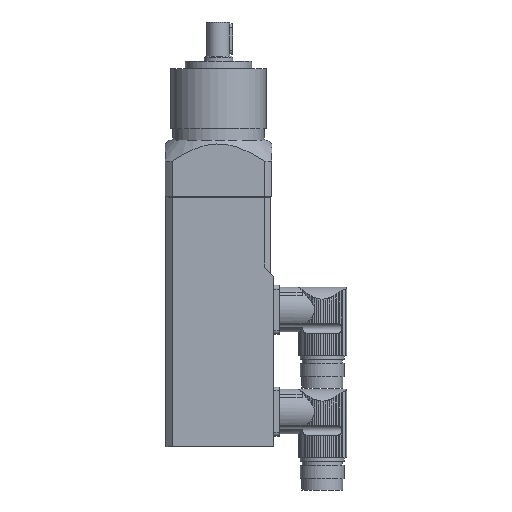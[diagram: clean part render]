
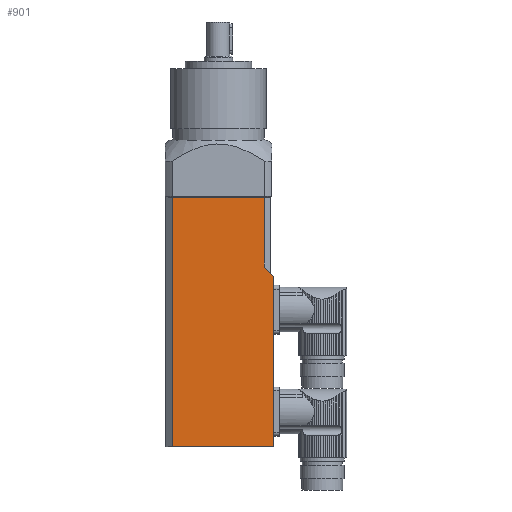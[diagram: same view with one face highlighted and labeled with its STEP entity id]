
A CAD part, front view. The second image highlights one B-rep face of the part: STEP entity #901.
In plain terms, the highlighted planar face has unit normal (0, -1, 0).
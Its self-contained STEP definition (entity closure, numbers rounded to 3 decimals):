
#901=ADVANCED_FACE('',(#1262),#1186,.T.);
#1186=PLANE('',#4777);
#1262=FACE_OUTER_BOUND('',#1506,.T.);
#1506=EDGE_LOOP('',(#1877,#1878,#1879,#1880,#1881,#1882));
#1877=ORIENTED_EDGE('',*,*,#3675,.T.);
#1878=ORIENTED_EDGE('',*,*,#3676,.T.);
#1879=ORIENTED_EDGE('',*,*,#3677,.T.);
#1880=ORIENTED_EDGE('',*,*,#3678,.T.);
#1881=ORIENTED_EDGE('',*,*,#3679,.T.);
#1882=ORIENTED_EDGE('',*,*,#3680,.T.);
#3199=VERTEX_POINT('',#6672);
#3200=VERTEX_POINT('',#6673);
#3201=VERTEX_POINT('',#6675);
#3202=VERTEX_POINT('',#6677);
#3203=VERTEX_POINT('',#6679);
#3204=VERTEX_POINT('',#6681);
#3675=EDGE_CURVE('',#3199,#3200,#4336,.T.);
#3676=EDGE_CURVE('',#3200,#3201,#4337,.T.);
#3677=EDGE_CURVE('',#3201,#3202,#4338,.T.);
#3678=EDGE_CURVE('',#3202,#3203,#4339,.T.);
#3679=EDGE_CURVE('',#3203,#3204,#4340,.T.);
#3680=EDGE_CURVE('',#3204,#3199,#4341,.T.);
#4336=LINE('',#6671,#4556);
#4337=LINE('',#6674,#4557);
#4338=LINE('',#6676,#4558);
#4339=LINE('',#6678,#4559);
#4340=LINE('',#6680,#4560);
#4341=LINE('',#6682,#4561);
#4556=VECTOR('',#5336,1.);
#4557=VECTOR('',#5337,1.);
#4558=VECTOR('',#5338,1.);
#4559=VECTOR('',#5339,1.);
#4560=VECTOR('',#5340,1.);
#4561=VECTOR('',#5341,1.);
#4777=AXIS2_PLACEMENT_3D('',#6683,#5342,#5343);
#5336=DIRECTION('',(-0.707,0.,0.707));
#5337=DIRECTION('',(0.,0.,1.));
#5338=DIRECTION('',(-1.,0.,0.));
#5339=DIRECTION('',(0.,0.,-1.));
#5340=DIRECTION('',(1.,0.,0.));
#5341=DIRECTION('',(0.,0.,1.));
#5342=DIRECTION('',(0.,-1.,0.));
#5343=DIRECTION('',(0.,0.,-1.));
#6671=CARTESIAN_POINT('',(65.,0.,37.5));
#6672=CARTESIAN_POINT('',(56.5,0.,46.));
#6673=CARTESIAN_POINT('',(51.618,0.,50.882));
#6674=CARTESIAN_POINT('',(51.618,0.,87.5));
#6675=CARTESIAN_POINT('',(51.618,0.,87.5));
#6676=CARTESIAN_POINT('',(27.5,0.,87.5));
#6677=CARTESIAN_POINT('',(3.382,0.,87.5));
#6678=CARTESIAN_POINT('',(3.382,0.,0.));
#6679=CARTESIAN_POINT('',(3.382,0.,-43.5));
#6680=CARTESIAN_POINT('',(27.5,0.,-43.5));
#6681=CARTESIAN_POINT('',(56.5,0.,-43.5));
#6682=CARTESIAN_POINT('',(56.5,0.,0.));
#6683=CARTESIAN_POINT('',(27.5,0.,0.));
